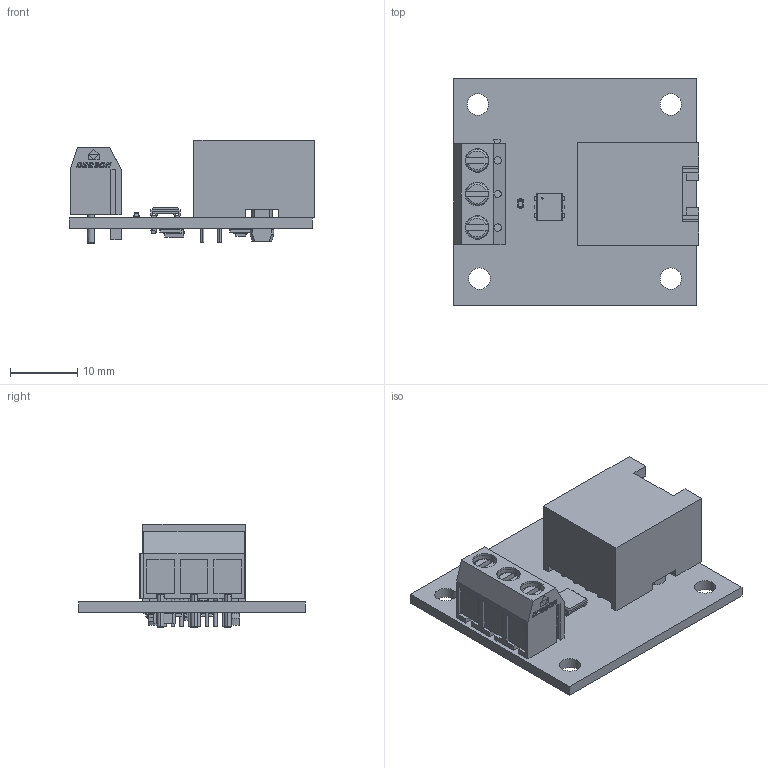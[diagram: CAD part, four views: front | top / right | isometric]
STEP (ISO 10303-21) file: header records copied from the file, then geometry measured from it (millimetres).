
FILE_DESCRIPTION(('KiCad electronic assembly'),'2;1');
FILE_NAME('connecting-connector-1-wire.step','2024-01-06T20:58:05',( 'Pcbnew'),('Kicad'),'Open CASCADE STEP processor 7.7', 'KiCad to STEP converter','Unknown');
FILE_SCHEMA(('AUTOMOTIVE_DESIGN { 1 0 10303 214 1 1 1 1 }'));
Length unit declared in the file: millimetre
Products named in the file (18): connecting-connector-1-wire 1; sod_523; SOLID; rj45_54601-908wplf; EBBA-03-C-SS-BU; tsoc_6; COMPOUND; c_1206; sod_323; sot_23; r_1206; connecting-connector-1-wire PCB
Assembly tree (19 placements, depth 3):
  connecting-connector-1-wire 1
    sod_523  x2
      SOLID
    rj45_54601-908wplf
      SOLID
    EBBA-03-C-SS-BU
      SOLID
    tsoc_6
      COMPOUND
    c_1206
      SOLID
    sod_323
      SOLID
    sot_23
      SOLID
    r_1206  x2
      SOLID
    connecting-connector-1-wire PCB
Bounding box: 36.58 x 33.66 x 15.4 mm (x, y, z)
Volume: 4825.9 mm3; surface area: 5821.4 mm2
Topology: 18 solids, 18 shells, 997 faces, 2616 edges, 1687 vertices
Faces by surface type: plane 722, cylinder 159, bspline 61, torus 29, cone 26
Full cylindrical faces by diameter (mm): 0.194 x1, 0.8 x8, 1.2 x3, 3.2 x4, 3.3 x2, 3.53 x6
Entity records: 69870 total; most frequent: CARTESIAN_POINT 18563, DIRECTION 8821, LINE 6208, VECTOR 6208, ORIENTED_EDGE 4906, PCURVE 4906, DEFINITIONAL_REPRESENTATION 4906, EDGE_CURVE 2453
